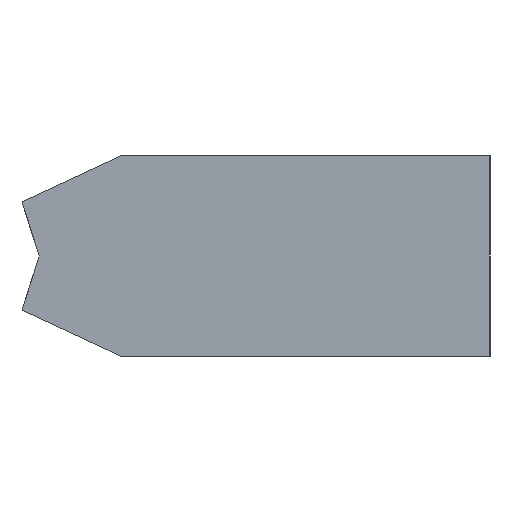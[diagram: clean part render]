
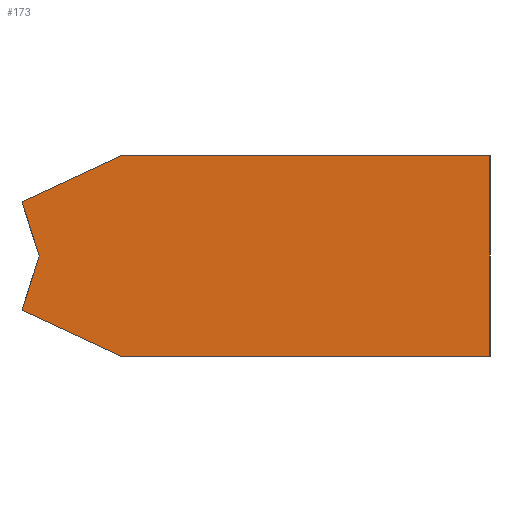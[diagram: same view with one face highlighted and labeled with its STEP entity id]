
A CAD part, left-side view. The second image highlights one B-rep face of the part: STEP entity #173.
In plain terms, the highlighted planar face has unit normal (-1, 0, 0).
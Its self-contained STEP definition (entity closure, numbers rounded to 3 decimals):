
#173 = ADVANCED_FACE( '', ( #419 ), #420, .F. );
#419 = FACE_OUTER_BOUND( '', #665, .T. );
#420 = PLANE( '', #666 );
#665 = EDGE_LOOP( '', ( #1440, #1441, #1442, #1443, #1444, #1445, #1446 ) );
#666 = AXIS2_PLACEMENT_3D( '', #1447, #1448, #1449 );
#1440 = ORIENTED_EDGE( '', *, *, #1692, .F. );
#1441 = ORIENTED_EDGE( '', *, *, #1681, .F. );
#1442 = ORIENTED_EDGE( '', *, *, #1684, .F. );
#1443 = ORIENTED_EDGE( '', *, *, #1609, .F. );
#1444 = ORIENTED_EDGE( '', *, *, #1618, .F. );
#1445 = ORIENTED_EDGE( '', *, *, #1687, .F. );
#1446 = ORIENTED_EDGE( '', *, *, #1690, .F. );
#1447 = CARTESIAN_POINT( '', ( 0., 0., 0. ) );
#1448 = DIRECTION( '', ( 1., 0., 0. ) );
#1449 = DIRECTION( '', ( 0., 0., -1. ) );
#1609 = EDGE_CURVE( '', #1995, #1997, #1998, .T. );
#1618 = EDGE_CURVE( '', #2009, #1995, #2011, .T. );
#1681 = EDGE_CURVE( '', #2075, #2077, #2078, .T. );
#1684 = EDGE_CURVE( '', #1997, #2075, #2081, .T. );
#1687 = EDGE_CURVE( '', #2084, #2009, #2086, .T. );
#1690 = EDGE_CURVE( '', #2089, #2084, #2091, .T. );
#1692 = EDGE_CURVE( '', #2077, #2089, #2093, .T. );
#1995 = VERTEX_POINT( '', #2473 );
#1997 = VERTEX_POINT( '', #2476 );
#1998 = LINE( '', #2477, #2478 );
#2009 = VERTEX_POINT( '', #2493 );
#2011 = LINE( '', #2496, #2497 );
#2075 = VERTEX_POINT( '', #2562 );
#2077 = VERTEX_POINT( '', #2565 );
#2078 = LINE( '', #2566, #2567 );
#2081 = LINE( '', #2572, #2573 );
#2084 = VERTEX_POINT( '', #2577 );
#2086 = LINE( '', #2580, #2581 );
#2089 = VERTEX_POINT( '', #2585 );
#2091 = LINE( '', #2588, #2589 );
#2093 = LINE( '', #2592, #2593 );
#2473 = CARTESIAN_POINT( '', ( 0., 78.88, 0. ) );
#2476 = CARTESIAN_POINT( '', ( 0., 81.875, 9.5 ) );
#2477 = CARTESIAN_POINT( '', ( 0., 78.88, 0. ) );
#2478 = VECTOR( '', #2915, 1. );
#2493 = CARTESIAN_POINT( '', ( 0., 81.875, -9.5 ) );
#2496 = CARTESIAN_POINT( '', ( 0., 81.875, -9.5 ) );
#2497 = VECTOR( '', #2930, 1. );
#2562 = CARTESIAN_POINT( '', ( 0., 64.719, 17.5 ) );
#2565 = CARTESIAN_POINT( '', ( 0., 0., 17.5 ) );
#2566 = CARTESIAN_POINT( '', ( 0., 64.719, 17.5 ) );
#2567 = VECTOR( '', #3113, 1. );
#2572 = CARTESIAN_POINT( '', ( 0., 81.875, 9.5 ) );
#2573 = VECTOR( '', #3116, 1. );
#2577 = CARTESIAN_POINT( '', ( 0., 64.719, -17.5 ) );
#2580 = CARTESIAN_POINT( '', ( 0., 64.719, -17.5 ) );
#2581 = VECTOR( '', #3119, 1. );
#2585 = CARTESIAN_POINT( '', ( 0., 0., -17.5 ) );
#2588 = CARTESIAN_POINT( '', ( 0., 0., -17.5 ) );
#2589 = VECTOR( '', #3122, 1. );
#2592 = CARTESIAN_POINT( '', ( 0., 0., 17.5 ) );
#2593 = VECTOR( '', #3124, 1. );
#2915 = DIRECTION( '', ( 0., 0.301, 0.954 ) );
#2930 = DIRECTION( '', ( 0., -0.301, 0.954 ) );
#3113 = DIRECTION( '', ( 0., -1., 0. ) );
#3116 = DIRECTION( '', ( 0., -0.906, 0.423 ) );
#3119 = DIRECTION( '', ( 0., 0.906, 0.423 ) );
#3122 = DIRECTION( '', ( 0., 1., 0. ) );
#3124 = DIRECTION( '', ( 0., 0., -1. ) );
